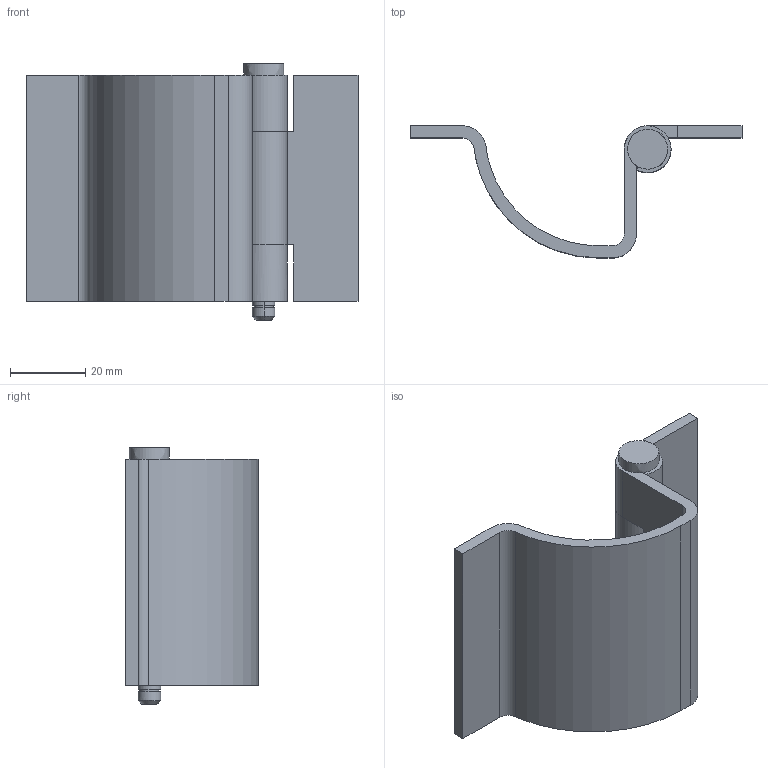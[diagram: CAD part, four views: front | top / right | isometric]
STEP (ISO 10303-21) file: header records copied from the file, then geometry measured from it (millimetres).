
FILE_DESCRIPTION((''),'2;1');
FILE_NAME('','2005-04-20T13:36:07',(''),(''),'','CADfix','');
FILE_SCHEMA(('AUTOMOTIVE_DESIGN'));
Length unit declared in the file: millimetre
Products named in the file (4): shaft; hinge piece_B; hinge piece_A; TH_54_6_23527_36
Assembly tree (3 placements, depth 2):
  TH_54_6_23527_36
    shaft
    hinge piece_B
    hinge piece_A
Bounding box: 88 x 35 x 68 mm (x, y, z)
Volume: 29188.3 mm3; surface area: 20513 mm2
Topology: 3 solids, 3 shells, 50 faces, 137 edges, 97 vertices
Faces by surface type: bspline 50
Entity records: 1800 total; most frequent: CARTESIAN_POINT 918, ORIENTED_EDGE 274, EDGE_CURVE 137, VERTEX_POINT 97, QUASI_UNIFORM_CURVE 80, EDGE_LOOP 54, FACE_OUTER_BOUND 50, ADVANCED_FACE 50
